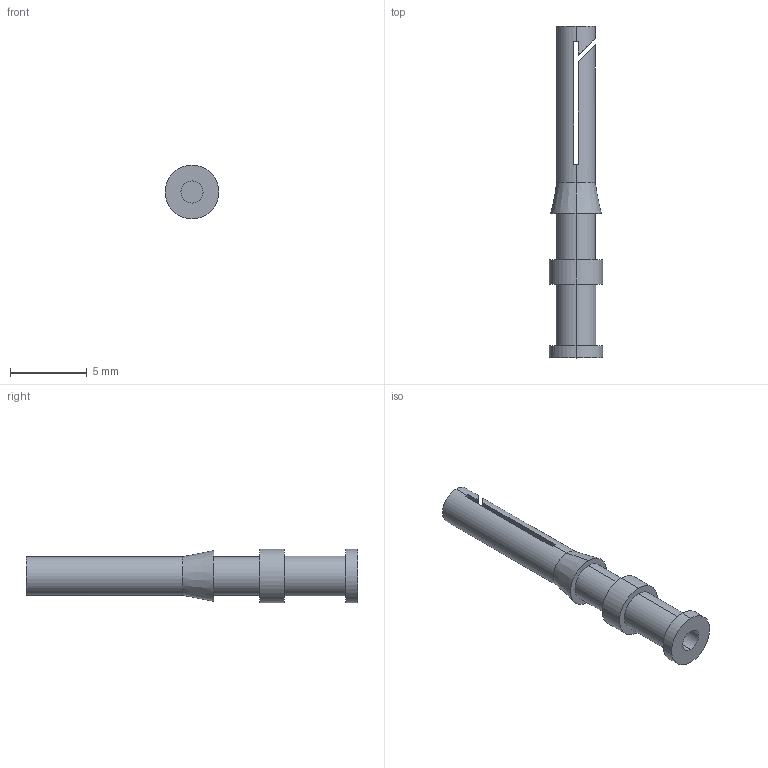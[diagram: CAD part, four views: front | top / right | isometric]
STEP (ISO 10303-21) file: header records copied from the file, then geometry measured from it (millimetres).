
FILE_DESCRIPTION(('HOOPS Exchange Step'),'2;1');
FILE_NAME('export-1CA298C1-958E-448E-BC0F-4440AB33F304.stp','2020-10-28T09:21:04+01:00',('Engineering'),('Alibre'),'HOOPS Exchange 2020.0','Alibre','Unknown authorisation');
FILE_SCHEMA( ('AP242_MANAGED_MODEL_BASED_3D_ENGINEERING_MIM_LF {1 0 10303 442 1 1 4 }') );
Length unit declared in the file: millimetre
Products named in the file (1): 3441 EPIC H-D 1.6 machined contacts 0.75-1.00mm² FEMALE (AG)
Bounding box: 3.5 x 21.6 x 3.5 mm (x, y, z)
Volume: 87.1 mm3; surface area: 302.1 mm2
Topology: 1 solids, 1 shells, 36 faces, 88 edges, 58 vertices
Faces by surface type: plane 18, cylinder 16, cone 2
Entity records: 1117 total; most frequent: DIRECTION 210, CARTESIAN_POINT 184, ORIENTED_EDGE 176, EDGE_CURVE 88, AXIS2_PLACEMENT_3D 84, VERTEX_POINT 58, VECTOR 42, LINE 42
